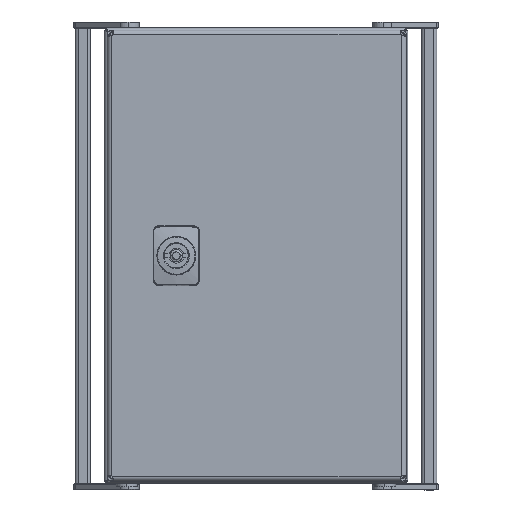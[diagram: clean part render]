
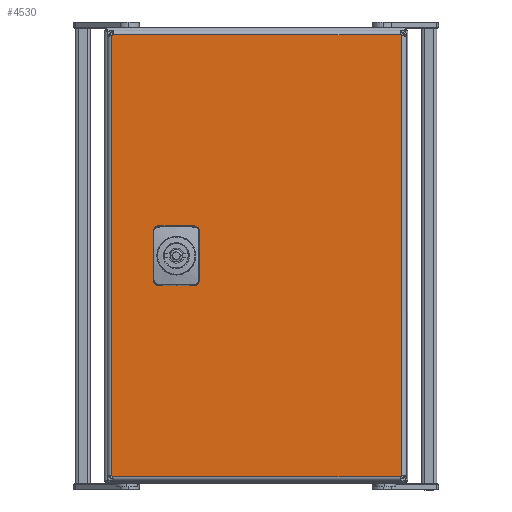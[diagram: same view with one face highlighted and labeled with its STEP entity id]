
A CAD part, top view. The second image highlights one B-rep face of the part: STEP entity #4530.
In plain terms, the highlighted face is planar.
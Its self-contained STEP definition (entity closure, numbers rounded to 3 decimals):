
#3922 = FACE_OUTER_BOUND ( 'NONE', #11778, .T. ) ;
#4002 = FACE_BOUND ( 'NONE', #11792, .T. ) ;
#4530 = ADVANCED_FACE ( 'NONE', ( #4002, #3922 ), #41437, .F. ) ;
#5680 = DIRECTION ( 'NONE',  ( 1., 0., 0. ) ) ;
#5681 = CARTESIAN_POINT ( 'NONE',  ( 53., 0., 0. ) ) ;
#5725 = DIRECTION ( 'NONE',  ( 0., 0., -1. ) ) ;
#5811 = CARTESIAN_POINT ( 'NONE',  ( 53., 0., 0. ) ) ;
#5826 = DIRECTION ( 'NONE',  ( 0., 0., -1. ) ) ;
#5827 = CARTESIAN_POINT ( 'NONE',  ( 53., 0., 0. ) ) ;
#5933 = DIRECTION ( 'NONE',  ( 1., 0., 0. ) ) ;
#6157 = DIRECTION ( 'NONE',  ( 1., 0., 0. ) ) ;
#6243 = DIRECTION ( 'NONE',  ( 1., 0., 0. ) ) ;
#6352 = DIRECTION ( 'NONE',  ( 0., 0., -1. ) ) ;
#6376 = CARTESIAN_POINT ( 'NONE',  ( -110.5, 145.5, 0. ) ) ;
#9493 = DIRECTION ( 'NONE',  ( 0., 0., -1. ) ) ;
#9497 = DIRECTION ( 'NONE',  ( 0., -1., 0. ) ) ;
#9543 = DIRECTION ( 'NONE',  ( 0., 0., -1. ) ) ;
#9567 = DIRECTION ( 'NONE',  ( 0., 0., 1. ) ) ;
#9590 = DIRECTION ( 'NONE',  ( -1., 0., 0. ) ) ;
#9600 = DIRECTION ( 'NONE',  ( 1., 0., 0. ) ) ;
#9618 = CARTESIAN_POINT ( 'NONE',  ( 95.5, -160.5, 0. ) ) ;
#9641 = CARTESIAN_POINT ( 'NONE',  ( 97., -147., 0. ) ) ;
#9739 = CARTESIAN_POINT ( 'NONE',  ( 43., 5.154, 0. ) ) ;
#9769 = DIRECTION ( 'NONE',  ( 0., 1., 0. ) ) ;
#9793 = CARTESIAN_POINT ( 'NONE',  ( 53., 0., 0. ) ) ;
#9819 = DIRECTION ( 'NONE',  ( -1., 0., 0. ) ) ;
#9842 = CARTESIAN_POINT ( 'NONE',  ( 97., 147., 0. ) ) ;
#11778 = EDGE_LOOP ( 'NONE', ( #26804, #26943, #19215, #16493, #19385, #19565, #26969, #27031 ) ) ;
#11792 = EDGE_LOOP ( 'NONE', ( #26966, #16519, #26978, #26963, #30611, #26636, #16482, #16497 ) ) ;
#12350 = CARTESIAN_POINT ( 'NONE',  ( -95.5, -160.5, 0. ) ) ;
#12381 = VERTEX_POINT ( 'NONE', #29951 ) ;
#12444 = VERTEX_POINT ( 'NONE', #30040 ) ;
#12589 = DIRECTION ( 'NONE',  ( 0., 1., 0. ) ) ;
#12805 = VERTEX_POINT ( 'NONE', #29849 ) ;
#12826 = VERTEX_POINT ( 'NONE', #29517 ) ;
#12889 = VERTEX_POINT ( 'NONE', #29330 ) ;
#12897 = VERTEX_POINT ( 'NONE', #29265 ) ;
#12939 = VERTEX_POINT ( 'NONE', #28969 ) ;
#12981 = VERTEX_POINT ( 'NONE', #29507 ) ;
#12982 = VERTEX_POINT ( 'NONE', #30219 ) ;
#13017 = VERTEX_POINT ( 'NONE', #28920 ) ;
#13098 = VERTEX_POINT ( 'NONE', #29454 ) ;
#13199 = VERTEX_POINT ( 'NONE', #29712 ) ;
#13211 = VERTEX_POINT ( 'NONE', #29903 ) ;
#13323 = VERTEX_POINT ( 'NONE', #29869 ) ;
#13335 = VERTEX_POINT ( 'NONE', #30106 ) ;
#13357 = VERTEX_POINT ( 'NONE', #29987 ) ;
#16482 = ORIENTED_EDGE ( 'NONE', *, *, #32660, .F. ) ;
#16493 = ORIENTED_EDGE ( 'NONE', *, *, #32601, .T. ) ;
#16497 = ORIENTED_EDGE ( 'NONE', *, *, #32915, .F. ) ;
#16519 = ORIENTED_EDGE ( 'NONE', *, *, #32412, .F. ) ;
#19028 = DIRECTION ( 'NONE',  ( -1., 0., 0. ) ) ;
#19034 = DIRECTION ( 'NONE',  ( 0., -1., 0. ) ) ;
#19071 = CARTESIAN_POINT ( 'NONE',  ( 63., 5.154, 0. ) ) ;
#19100 = CARTESIAN_POINT ( 'NONE',  ( 47.846, -10., 0. ) ) ;
#19178 = CARTESIAN_POINT ( 'NONE',  ( -110.5, -145.5, 0. ) ) ;
#19194 = DIRECTION ( 'NONE',  ( -1., 0., 0. ) ) ;
#19215 = ORIENTED_EDGE ( 'NONE', *, *, #32712, .T. ) ;
#19385 = ORIENTED_EDGE ( 'NONE', *, *, #32972, .F. ) ;
#19565 = ORIENTED_EDGE ( 'NONE', *, *, #32911, .T. ) ;
#22726 = CARTESIAN_POINT ( 'NONE',  ( 47.846, 10., 0. ) ) ;
#22745 = DIRECTION ( 'NONE',  ( 1., 0., 0. ) ) ;
#22803 = DIRECTION ( 'NONE',  ( 0., 0., 1. ) ) ;
#22997 = CARTESIAN_POINT ( 'NONE',  ( -97., -147., 0. ) ) ;
#23098 = CARTESIAN_POINT ( 'NONE',  ( -97., 147., 0. ) ) ;
#23110 = DIRECTION ( 'NONE',  ( 0., 0., -1. ) ) ;
#23112 = DIRECTION ( 'NONE',  ( 1., 0., 0. ) ) ;
#23236 = DIRECTION ( 'NONE',  ( 1., 0., 0. ) ) ;
#25408 = AXIS2_PLACEMENT_3D ( 'NONE', #9641, #9567, #9590 ) ;
#25675 = AXIS2_PLACEMENT_3D ( 'NONE', #9793, #9543, #9600 ) ;
#25851 = AXIS2_PLACEMENT_3D ( 'NONE', #5827, #5826, #6157 ) ;
#25917 = AXIS2_PLACEMENT_3D ( 'NONE', #23098, #22803, #22745 ) ;
#26017 = AXIS2_PLACEMENT_3D ( 'NONE', #5811, #6352, #5933 ) ;
#26121 = AXIS2_PLACEMENT_3D ( 'NONE', #9842, #9493, #9819 ) ;
#26144 = AXIS2_PLACEMENT_3D ( 'NONE', #5681, #5725, #5680 ) ;
#26367 = AXIS2_PLACEMENT_3D ( 'NONE', #22997, #23110, #23112 ) ;
#26636 = ORIENTED_EDGE ( 'NONE', *, *, #32519, .F. ) ;
#26804 = ORIENTED_EDGE ( 'NONE', *, *, #32743, .F. ) ;
#26943 = ORIENTED_EDGE ( 'NONE', *, *, #33052, .T. ) ;
#26963 = ORIENTED_EDGE ( 'NONE', *, *, #32512, .F. ) ;
#26966 = ORIENTED_EDGE ( 'NONE', *, *, #32890, .F. ) ;
#26969 = ORIENTED_EDGE ( 'NONE', *, *, #32956, .T. ) ;
#26978 = ORIENTED_EDGE ( 'NONE', *, *, #33007, .F. ) ;
#27031 = ORIENTED_EDGE ( 'NONE', *, *, #32994, .T. ) ;
#28920 = CARTESIAN_POINT ( 'NONE',  ( 63., 5.154, 0. ) ) ;
#28969 = CARTESIAN_POINT ( 'NONE',  ( 47.846, 10., 0. ) ) ;
#29265 = CARTESIAN_POINT ( 'NONE',  ( 95., 145.5, 0. ) ) ;
#29330 = CARTESIAN_POINT ( 'NONE',  ( 47.846, -10., 0. ) ) ;
#29454 = CARTESIAN_POINT ( 'NONE',  ( -95.5, 145., 0. ) ) ;
#29507 = CARTESIAN_POINT ( 'NONE',  ( 95., -145.5, 0. ) ) ;
#29517 = CARTESIAN_POINT ( 'NONE',  ( -95., -145.5, 0. ) ) ;
#29712 = CARTESIAN_POINT ( 'NONE',  ( -95., 145.5, 0. ) ) ;
#29849 = CARTESIAN_POINT ( 'NONE',  ( 95.5, -145., 0. ) ) ;
#29869 = CARTESIAN_POINT ( 'NONE',  ( -95.5, -145., 0. ) ) ;
#29903 = CARTESIAN_POINT ( 'NONE',  ( 43., -5.154, 0. ) ) ;
#29951 = CARTESIAN_POINT ( 'NONE',  ( 58.154, -10., 0. ) ) ;
#29987 = CARTESIAN_POINT ( 'NONE',  ( 95.5, 145., 0. ) ) ;
#30040 = CARTESIAN_POINT ( 'NONE',  ( 43., 5.154, 0. ) ) ;
#30106 = CARTESIAN_POINT ( 'NONE',  ( 58.154, 10., 0. ) ) ;
#30219 = CARTESIAN_POINT ( 'NONE',  ( 63., -5.154, 0. ) ) ;
#30611 = ORIENTED_EDGE ( 'NONE', *, *, #33017, .F. ) ;
#32412 = EDGE_CURVE ( 'NONE', #12889, #13211, #36987, .T. ) ;
#32512 = EDGE_CURVE ( 'NONE', #12982, #12381, #37130, .T. ) ;
#32519 = EDGE_CURVE ( 'NONE', #13335, #13017, #37140, .T. ) ;
#32601 = EDGE_CURVE ( 'NONE', #13199, #12897, #37242, .T. ) ;
#32660 = EDGE_CURVE ( 'NONE', #12939, #13335, #37346, .T. ) ;
#32712 = EDGE_CURVE ( 'NONE', #13098, #13199, #37420, .T. ) ;
#32743 = EDGE_CURVE ( 'NONE', #13323, #12826, #37454, .T. ) ;
#32890 = EDGE_CURVE ( 'NONE', #13211, #12444, #37576, .T. ) ;
#32911 = EDGE_CURVE ( 'NONE', #13357, #12805, #37604, .T. ) ;
#32915 = EDGE_CURVE ( 'NONE', #12444, #12939, #37613, .T. ) ;
#32956 = EDGE_CURVE ( 'NONE', #12805, #12981, #37667, .T. ) ;
#32972 = EDGE_CURVE ( 'NONE', #13357, #12897, #37686, .T. ) ;
#32994 = EDGE_CURVE ( 'NONE', #12981, #12826, #37704, .T. ) ;
#33007 = EDGE_CURVE ( 'NONE', #12381, #12889, #37730, .T. ) ;
#33017 = EDGE_CURVE ( 'NONE', #13017, #12982, #37747, .T. ) ;
#33052 = EDGE_CURVE ( 'NONE', #13323, #13098, #37778, .T. ) ;
#36465 = AXIS2_PLACEMENT_3D ( 'NONE', #41531, #41699, #41887 ) ;
#36987 = CIRCLE ( 'NONE', #26144, 11.25 ) ;
#37130 = CIRCLE ( 'NONE', #26017, 11.25 ) ;
#37140 = CIRCLE ( 'NONE', #25851, 11.25 ) ;
#37242 = LINE ( 'NONE', #6376, #37258 ) ;
#37258 = VECTOR ( 'NONE', #6243, 1000. ) ;
#37346 = LINE ( 'NONE', #22726, #37347 ) ;
#37347 = VECTOR ( 'NONE', #23236, 1000. ) ;
#37420 = CIRCLE ( 'NONE', #25917, 2.5 ) ;
#37454 = CIRCLE ( 'NONE', #26367, 2.5 ) ;
#37573 = VECTOR ( 'NONE', #9769, 1000. ) ;
#37576 = LINE ( 'NONE', #9739, #37573 ) ;
#37597 = VECTOR ( 'NONE', #9497, 1000. ) ;
#37604 = LINE ( 'NONE', #9618, #37597 ) ;
#37613 = CIRCLE ( 'NONE', #25675, 11.25 ) ;
#37667 = CIRCLE ( 'NONE', #25408, 2.5 ) ;
#37686 = CIRCLE ( 'NONE', #26121, 2.5 ) ;
#37689 = VECTOR ( 'NONE', #19194, 1000. ) ;
#37704 = LINE ( 'NONE', #19178, #37689 ) ;
#37724 = VECTOR ( 'NONE', #19028, 1000. ) ;
#37730 = LINE ( 'NONE', #19100, #37724 ) ;
#37747 = LINE ( 'NONE', #19071, #37748 ) ;
#37748 = VECTOR ( 'NONE', #19034, 1000. ) ;
#37778 = LINE ( 'NONE', #12350, #37782 ) ;
#37782 = VECTOR ( 'NONE', #12589, 1000. ) ;
#41437 = PLANE ( 'NONE',  #36465 ) ;
#41531 = CARTESIAN_POINT ( 'NONE',  ( -110.5, -160.5, 0. ) ) ;
#41699 = DIRECTION ( 'NONE',  ( 0., 0., 1. ) ) ;
#41887 = DIRECTION ( 'NONE',  ( 1., 0., 0. ) ) ;
